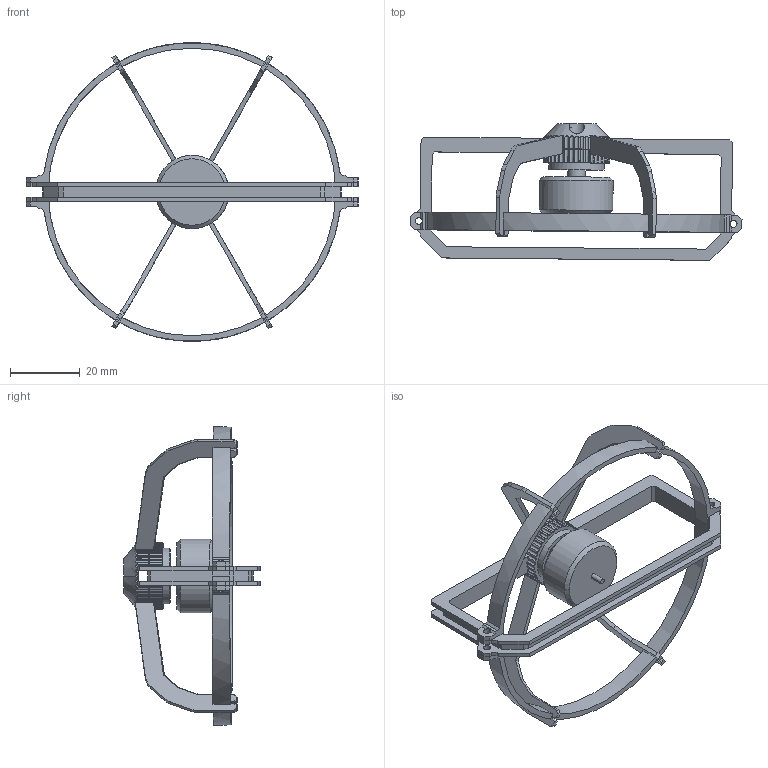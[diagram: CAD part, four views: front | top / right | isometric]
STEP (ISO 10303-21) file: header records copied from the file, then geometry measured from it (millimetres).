
FILE_DESCRIPTION (( 'STEP AP214' ), '1' );
FILE_NAME ('DmMc_1506motor_3inch_mount.STEP', '2022-10-26T10:10:13', ( '' ), ( '' ), 'SwSTEP 2.0', 'SolidWorks 2021', '' );
FILE_SCHEMA (( 'AUTOMOTIVE_DESIGN' ));
Length unit declared in the file: millimetre
Products named in the file (1): DmMc_1506motor_3inch_mount
Bounding box: 94.89 x 39.06 x 85.4 mm (x, y, z)
Volume: 12079.7 mm3; surface area: 16107.2 mm2
Topology: 7 solids, 7 shells, 642 faces, 1889 edges, 1257 vertices
Faces by surface type: plane 361, cylinder 275, cone 6
Entity records: 22132 total; most frequent: CARTESIAN_POINT 4577, ORIENTED_EDGE 3778, DIRECTION 3590, EDGE_CURVE 1889, VERTEX_POINT 1257, VECTOR 1246, LINE 1246, AXIS2_PLACEMENT_3D 1172
